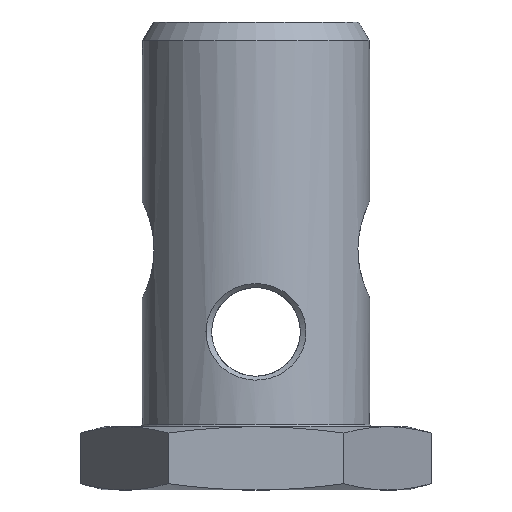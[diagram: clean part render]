
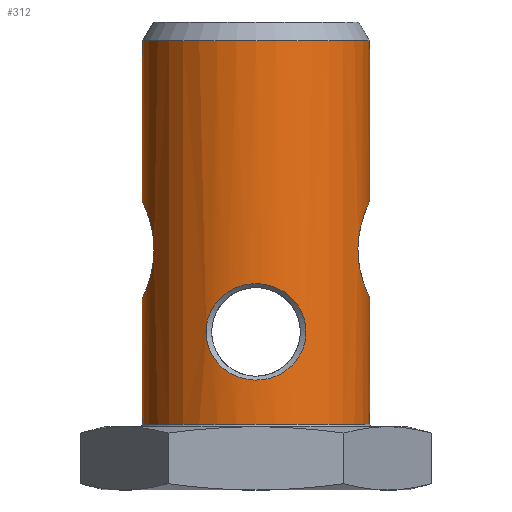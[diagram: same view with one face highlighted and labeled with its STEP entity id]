
A CAD part, left-side view. The second image highlights one B-rep face of the part: STEP entity #312.
In plain terms, the highlighted cylindrical face has radius 8.98 mm (diameter 17.96 mm), a full revolution.
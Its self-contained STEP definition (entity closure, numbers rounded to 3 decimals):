
#145=CARTESIAN_POINT('',(-3.955,-8.062,14.));
#146=VERTEX_POINT('',#145);
#179=CARTESIAN_POINT('',(-3.955,-8.063,14.));
#180=CARTESIAN_POINT('',(-3.955,-8.063,13.809));
#181=CARTESIAN_POINT('',(-3.934,-8.072,13.396));
#182=CARTESIAN_POINT('',(-3.677,-8.197,12.469));
#183=CARTESIAN_POINT('',(-3.135,-8.423,11.616));
#184=CARTESIAN_POINT('',(-2.278,-8.71,10.795));
#185=CARTESIAN_POINT('',(-0.933,-8.991,10.158));
#186=CARTESIAN_POINT('',(1.56,-9.002,10.159));
#187=CARTESIAN_POINT('',(3.538,-8.286,11.693));
#188=CARTESIAN_POINT('',(4.093,-7.986,14.));
#189=CARTESIAN_POINT('',(3.541,-8.29,16.305));
#190=CARTESIAN_POINT('',(1.557,-8.999,17.842));
#191=CARTESIAN_POINT('',(-0.933,-8.991,17.842));
#192=CARTESIAN_POINT('',(-2.278,-8.709,17.206));
#193=CARTESIAN_POINT('',(-3.135,-8.423,16.384));
#194=CARTESIAN_POINT('',(-3.677,-8.197,15.531));
#195=CARTESIAN_POINT('',(-3.934,-8.072,14.604));
#196=CARTESIAN_POINT('',(-3.955,-8.063,14.191));
#197=CARTESIAN_POINT('',(-3.955,-8.063,14.));
#198=B_SPLINE_CURVE_WITH_KNOTS('',3,(#179,#180,#181,#182,#183,#184,#185,#186,#187,#188,#189,#190,#191,#192,#193,#194,#195,#196,#197),.UNSPECIFIED.,.T.,.U.,(4,1,1,1,1,1,1,1,1,1,1,1,1,1,1,1,4),(-2.415,-2.329,-2.242,-2.156,-2.07,-1.897,-1.725,-1.38,-1.207,-1.035,-0.69,-0.517,-0.345,-0.259,-0.172,-0.086,0.0),.UNSPECIFIED.);
#199=EDGE_CURVE('',#146,#146,#198,.T.);
#204=CARTESIAN_POINT('',(0.0,0.0,0.0));
#205=DIRECTION('',(0.0,0.0,1.0));
#206=DIRECTION('',(-1.0,0.0,0.0));
#207=AXIS2_PLACEMENT_3D('',#204,#205,#206);
#208=CYLINDRICAL_SURFACE('',#207,8.98);
#209=CARTESIAN_POINT('',(8.98,0.,0.2));
#210=VERTEX_POINT('',#209);
#211=CARTESIAN_POINT('',(0.0,0.0,0.2));
#212=DIRECTION('',(0.0,0.0,-1.0));
#213=DIRECTION('',(-1.0,0.0,0.0));
#214=AXIS2_PLACEMENT_3D('',#211,#212,#213);
#215=CIRCLE('',#214,8.98);
#216=EDGE_CURVE('',#210,#210,#215,.T.);
#217=ORIENTED_EDGE('',*,*,#216,.F.);
#218=EDGE_LOOP('',(#217));
#219=FACE_OUTER_BOUND('',#218,.T.);
#220=CARTESIAN_POINT('',(-3.955,8.062,14.0));
#221=VERTEX_POINT('',#220);
#222=CARTESIAN_POINT('',(-3.955,8.063,14.));
#223=CARTESIAN_POINT('',(-3.955,8.063,14.191));
#224=CARTESIAN_POINT('',(-3.934,8.072,14.604));
#225=CARTESIAN_POINT('',(-3.677,8.197,15.531));
#226=CARTESIAN_POINT('',(-3.135,8.423,16.384));
#227=CARTESIAN_POINT('',(-2.276,8.709,17.206));
#228=CARTESIAN_POINT('',(-0.934,8.991,17.841));
#229=CARTESIAN_POINT('',(1.556,8.999,17.844));
#230=CARTESIAN_POINT('',(3.541,8.29,16.305));
#231=CARTESIAN_POINT('',(4.093,7.986,14.));
#232=CARTESIAN_POINT('',(3.538,8.286,11.693));
#233=CARTESIAN_POINT('',(1.56,9.002,10.159));
#234=CARTESIAN_POINT('',(-0.933,8.991,10.158));
#235=CARTESIAN_POINT('',(-2.278,8.71,10.795));
#236=CARTESIAN_POINT('',(-3.135,8.423,11.616));
#237=CARTESIAN_POINT('',(-3.677,8.197,12.469));
#238=CARTESIAN_POINT('',(-3.934,8.072,13.396));
#239=CARTESIAN_POINT('',(-3.955,8.063,13.809));
#240=CARTESIAN_POINT('',(-3.955,8.063,14.));
#241=B_SPLINE_CURVE_WITH_KNOTS('',3,(#222,#223,#224,#225,#226,#227,#228,#229,#230,#231,#232,#233,#234,#235,#236,#237,#238,#239,#240),.UNSPECIFIED.,.T.,.U.,(4,1,1,1,1,1,1,1,1,1,1,1,1,1,1,1,4),(-2.415,-2.329,-2.242,-2.156,-2.07,-1.897,-1.725,-1.38,-1.207,-1.035,-0.69,-0.517,-0.345,-0.259,-0.172,-0.086,0.0),.UNSPECIFIED.);
#242=EDGE_CURVE('',#221,#221,#241,.T.);
#243=ORIENTED_EDGE('',*,*,#242,.F.);
#244=EDGE_LOOP('',(#243));
#245=FACE_BOUND('',#244,.T.);
#246=CARTESIAN_POINT('',(8.062,3.955,7.5));
#247=VERTEX_POINT('',#246);
#248=CARTESIAN_POINT('',(8.063,3.955,7.5));
#249=CARTESIAN_POINT('',(8.063,3.955,7.691));
#250=CARTESIAN_POINT('',(8.072,3.934,8.104));
#251=CARTESIAN_POINT('',(8.197,3.677,9.031));
#252=CARTESIAN_POINT('',(8.423,3.135,9.884));
#253=CARTESIAN_POINT('',(8.71,2.278,10.705));
#254=CARTESIAN_POINT('',(8.991,0.933,11.342));
#255=CARTESIAN_POINT('',(9.001,-1.56,11.341));
#256=CARTESIAN_POINT('',(8.286,-3.538,9.807));
#257=CARTESIAN_POINT('',(7.986,-4.093,7.5));
#258=CARTESIAN_POINT('',(8.29,-3.541,5.195));
#259=CARTESIAN_POINT('',(8.999,-1.557,3.658));
#260=CARTESIAN_POINT('',(8.991,0.933,3.658));
#261=CARTESIAN_POINT('',(8.709,2.278,4.295));
#262=CARTESIAN_POINT('',(8.423,3.135,5.116));
#263=CARTESIAN_POINT('',(8.197,3.677,5.969));
#264=CARTESIAN_POINT('',(8.072,3.934,6.896));
#265=CARTESIAN_POINT('',(8.063,3.955,7.309));
#266=CARTESIAN_POINT('',(8.063,3.955,7.5));
#267=B_SPLINE_CURVE_WITH_KNOTS('',3,(#248,#249,#250,#251,#252,#253,#254,#255,#256,#257,#258,#259,#260,#261,#262,#263,#264,#265,#266),.UNSPECIFIED.,.T.,.U.,(4,1,1,1,1,1,1,1,1,1,1,1,1,1,1,1,4),(-2.415,-2.329,-2.242,-2.156,-2.07,-1.897,-1.725,-1.38,-1.207,-1.035,-0.69,-0.517,-0.345,-0.259,-0.172,-0.086,0.0),.UNSPECIFIED.);
#268=EDGE_CURVE('',#247,#247,#267,.T.);
#269=ORIENTED_EDGE('',*,*,#268,.F.);
#270=EDGE_LOOP('',(#269));
#271=FACE_BOUND('',#270,.T.);
#272=CARTESIAN_POINT('',(8.98,0.,30.5));
#273=VERTEX_POINT('',#272);
#274=CARTESIAN_POINT('',(0.0,0.0,30.5));
#275=DIRECTION('',(0.0,0.0,1.0));
#276=DIRECTION('',(-1.0,0.0,0.0));
#277=AXIS2_PLACEMENT_3D('',#274,#275,#276);
#278=CIRCLE('',#277,8.98);
#279=EDGE_CURVE('',#273,#273,#278,.T.);
#280=ORIENTED_EDGE('',*,*,#279,.F.);
#281=EDGE_LOOP('',(#280));
#282=FACE_BOUND('',#281,.T.);
#283=CARTESIAN_POINT('',(-8.062,3.955,7.5));
#284=VERTEX_POINT('',#283);
#285=CARTESIAN_POINT('',(-8.063,3.955,7.5));
#286=CARTESIAN_POINT('',(-8.063,3.955,7.309));
#287=CARTESIAN_POINT('',(-8.072,3.934,6.896));
#288=CARTESIAN_POINT('',(-8.197,3.677,5.969));
#289=CARTESIAN_POINT('',(-8.423,3.135,5.116));
#290=CARTESIAN_POINT('',(-8.709,2.276,4.294));
#291=CARTESIAN_POINT('',(-8.991,0.934,3.659));
#292=CARTESIAN_POINT('',(-8.999,-1.557,3.656));
#293=CARTESIAN_POINT('',(-8.29,-3.541,5.195));
#294=CARTESIAN_POINT('',(-7.986,-4.093,7.5));
#295=CARTESIAN_POINT('',(-8.286,-3.538,9.807));
#296=CARTESIAN_POINT('',(-9.001,-1.56,11.341));
#297=CARTESIAN_POINT('',(-8.991,0.933,11.342));
#298=CARTESIAN_POINT('',(-8.71,2.278,10.705));
#299=CARTESIAN_POINT('',(-8.423,3.135,9.884));
#300=CARTESIAN_POINT('',(-8.197,3.677,9.031));
#301=CARTESIAN_POINT('',(-8.072,3.934,8.104));
#302=CARTESIAN_POINT('',(-8.063,3.955,7.691));
#303=CARTESIAN_POINT('',(-8.063,3.955,7.5));
#304=B_SPLINE_CURVE_WITH_KNOTS('',3,(#285,#286,#287,#288,#289,#290,#291,#292,#293,#294,#295,#296,#297,#298,#299,#300,#301,#302,#303),.UNSPECIFIED.,.T.,.U.,(4,1,1,1,1,1,1,1,1,1,1,1,1,1,1,1,4),(-2.415,-2.329,-2.242,-2.156,-2.07,-1.897,-1.725,-1.38,-1.207,-1.035,-0.69,-0.517,-0.345,-0.259,-0.172,-0.086,0.0),.UNSPECIFIED.);
#305=EDGE_CURVE('',#284,#284,#304,.T.);
#306=ORIENTED_EDGE('',*,*,#305,.F.);
#307=EDGE_LOOP('',(#306));
#308=FACE_BOUND('',#307,.T.);
#309=ORIENTED_EDGE('',*,*,#199,.F.);
#310=EDGE_LOOP('',(#309));
#311=FACE_BOUND('',#310,.T.);
#312=ADVANCED_FACE('',(#219,#245,#271,#282,#308,#311),#208,.T.);
